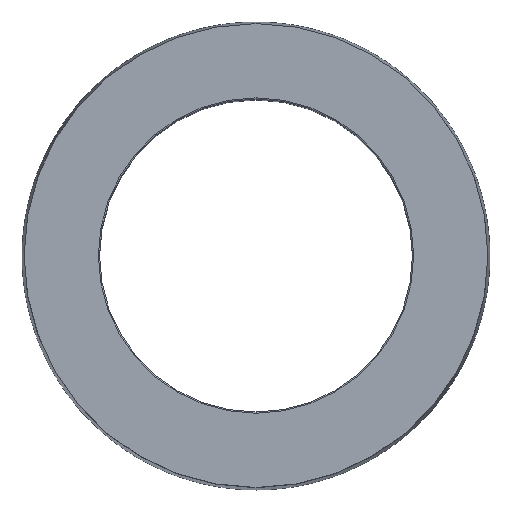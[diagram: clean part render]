
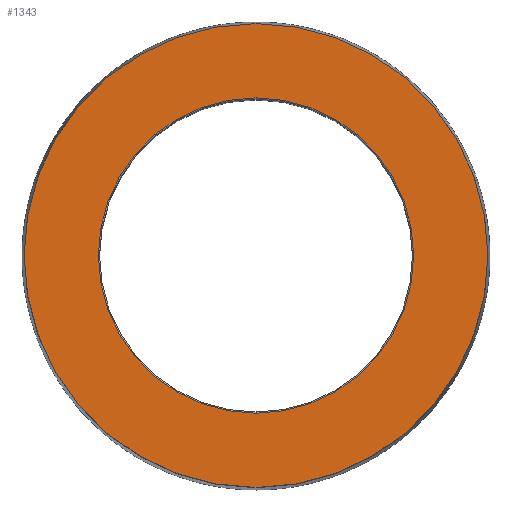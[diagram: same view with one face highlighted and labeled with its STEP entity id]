
A CAD part, top view. The second image highlights one B-rep face of the part: STEP entity #1343.
In plain terms, the highlighted planar face has unit normal (0, 0, 1).
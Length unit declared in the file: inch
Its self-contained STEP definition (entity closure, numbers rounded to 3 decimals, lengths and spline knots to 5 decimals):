
#25 = AXIS2_PLACEMENT_3D ( 'NONE', #371, #966, #1548 ) ;
#51 = DIRECTION ( 'NONE',  ( 0., 1., 0. ) ) ;
#223 = CARTESIAN_POINT ( 'NONE',  ( 0., 0., 3.93305 ) ) ;
#240 = EDGE_LOOP ( 'NONE', ( #1311, #744 ) ) ;
#285 = AXIS2_PLACEMENT_3D ( 'NONE', #1721, #550, #1629 ) ;
#288 = DIRECTION ( 'NONE',  ( 0., 0., 1. ) ) ;
#371 = CARTESIAN_POINT ( 'NONE',  ( 0., 3.51642, 3.93305 ) ) ;
#386 = VERTEX_POINT ( 'NONE', #1589 ) ;
#417 = VERTEX_POINT ( 'NONE', #1006 ) ;
#544 = DIRECTION ( 'NONE',  ( 0., 0., 1. ) ) ;
#550 = DIRECTION ( 'NONE',  ( 0., 0., -1. ) ) ;
#597 = EDGE_LOOP ( 'NONE', ( #1724, #887 ) ) ;
#677 = CARTESIAN_POINT ( 'NONE',  ( 0., 0., 3.93305 ) ) ;
#680 = AXIS2_PLACEMENT_3D ( 'NONE', #677, #544, #1125 ) ;
#744 = ORIENTED_EDGE ( 'NONE', *, *, #1228, .F. ) ;
#775 = VERTEX_POINT ( 'NONE', #1896 ) ;
#780 = CIRCLE ( 'NONE', #964, 3.50775 ) ;
#835 = EDGE_CURVE ( 'NONE', #1752, #417, #1512, .T. ) ;
#855 = PLANE ( 'NONE',  #25 ) ;
#887 = ORIENTED_EDGE ( 'NONE', *, *, #1204, .F. ) ;
#964 = AXIS2_PLACEMENT_3D ( 'NONE', #223, #1280, #51 ) ;
#966 = DIRECTION ( 'NONE',  ( 0., 0., -1. ) ) ;
#1006 = CARTESIAN_POINT ( 'NONE',  ( -2.3845, 0., 3.93305 ) ) ;
#1021 = CARTESIAN_POINT ( 'NONE',  ( 0., 0., 3.93305 ) ) ;
#1022 = FACE_BOUND ( 'NONE', #240, .T. ) ;
#1125 = DIRECTION ( 'NONE',  ( 0., 1., 0. ) ) ;
#1204 = EDGE_CURVE ( 'NONE', #386, #775, #780, .T. ) ;
#1228 = EDGE_CURVE ( 'NONE', #417, #1752, #1518, .T. ) ;
#1280 = DIRECTION ( 'NONE',  ( 0., 0., -1. ) ) ;
#1311 = ORIENTED_EDGE ( 'NONE', *, *, #835, .F. ) ;
#1343 = ADVANCED_FACE ( 'NONE', ( #1022, #1723 ), #855, .F. ) ;
#1409 = EDGE_CURVE ( 'NONE', #775, #386, #1734, .T. ) ;
#1512 = CIRCLE ( 'NONE', #1725, 2.3845 ) ;
#1518 = CIRCLE ( 'NONE', #680, 2.3845 ) ;
#1548 = DIRECTION ( 'NONE',  ( 0., 1., 0. ) ) ;
#1584 = CARTESIAN_POINT ( 'NONE',  ( 2.3845, 0., 3.93305 ) ) ;
#1589 = CARTESIAN_POINT ( 'NONE',  ( 0., -3.50775, 3.93305 ) ) ;
#1629 = DIRECTION ( 'NONE',  ( 0., 1., 0. ) ) ;
#1638 = DIRECTION ( 'NONE',  ( 0., 1., 0. ) ) ;
#1721 = CARTESIAN_POINT ( 'NONE',  ( 0., 0., 3.93305 ) ) ;
#1723 = FACE_OUTER_BOUND ( 'NONE', #597, .T. ) ;
#1724 = ORIENTED_EDGE ( 'NONE', *, *, #1409, .F. ) ;
#1725 = AXIS2_PLACEMENT_3D ( 'NONE', #1021, #288, #1638 ) ;
#1734 = CIRCLE ( 'NONE', #285, 3.50775 ) ;
#1752 = VERTEX_POINT ( 'NONE', #1584 ) ;
#1896 = CARTESIAN_POINT ( 'NONE',  ( 0., 3.50775, 3.93305 ) ) ;
